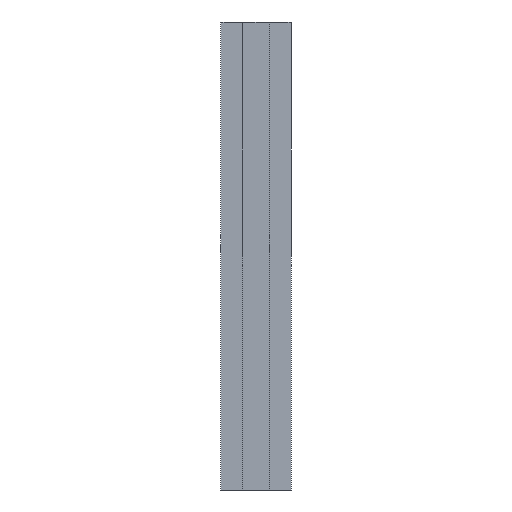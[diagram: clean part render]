
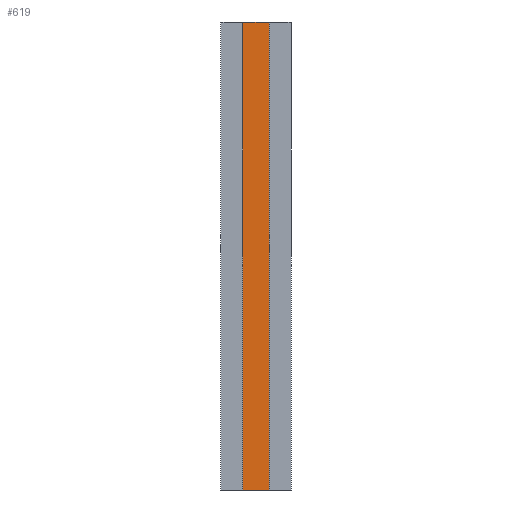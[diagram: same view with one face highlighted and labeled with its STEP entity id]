
A CAD part, front view. The second image highlights one B-rep face of the part: STEP entity #619.
In plain terms, the highlighted planar face has unit normal (0, -1, 0).
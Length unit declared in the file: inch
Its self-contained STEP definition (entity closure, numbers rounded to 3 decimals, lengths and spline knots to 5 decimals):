
#28 = CARTESIAN_POINT ( 'NONE',  ( -0.21, -0.5, 0.3125 ) ) ;
#36 = LINE ( 'NONE', #568, #673 ) ;
#73 = DIRECTION ( 'NONE',  ( 0., 0., -1. ) ) ;
#78 = ORIENTED_EDGE ( 'NONE', *, *, #963, .F. ) ;
#94 = LINE ( 'NONE', #954, #242 ) ;
#118 = PLANE ( 'NONE',  #840 ) ;
#192 = DIRECTION ( 'NONE',  ( 0., 0., -1. ) ) ;
#204 = DIRECTION ( 'NONE',  ( 0., -1., 0. ) ) ;
#242 = VECTOR ( 'NONE', #547, 39.37008 ) ;
#292 = LINE ( 'NONE', #759, #302 ) ;
#297 = VERTEX_POINT ( 'NONE', #315 ) ;
#302 = VECTOR ( 'NONE', #73, 39.37008 ) ;
#305 = VERTEX_POINT ( 'NONE', #28 ) ;
#315 = CARTESIAN_POINT ( 'NONE',  ( 0.21, -0.5, -7.1875 ) ) ;
#360 = DIRECTION ( 'NONE',  ( 1., 0., 0. ) ) ;
#372 = ORIENTED_EDGE ( 'NONE', *, *, #766, .T. ) ;
#393 = VERTEX_POINT ( 'NONE', #498 ) ;
#441 = LINE ( 'NONE', #983, #552 ) ;
#485 = EDGE_CURVE ( 'NONE', #305, #393, #94, .T. ) ;
#498 = CARTESIAN_POINT ( 'NONE',  ( 0.21, -0.5, 0.3125 ) ) ;
#509 = VERTEX_POINT ( 'NONE', #791 ) ;
#537 = ORIENTED_EDGE ( 'NONE', *, *, #485, .F. ) ;
#547 = DIRECTION ( 'NONE',  ( 1., 0., 0. ) ) ;
#552 = VECTOR ( 'NONE', #360, 39.37008 ) ;
#568 = CARTESIAN_POINT ( 'NONE',  ( 0.21, -0.5, 0.3125 ) ) ;
#578 = FACE_OUTER_BOUND ( 'NONE', #784, .T. ) ;
#592 = CARTESIAN_POINT ( 'NONE',  ( -0.5625, -0.5, -7.1875 ) ) ;
#598 = ORIENTED_EDGE ( 'NONE', *, *, #700, .T. ) ;
#619 = ADVANCED_FACE ( 'NONE', ( #578 ), #118, .T. ) ;
#673 = VECTOR ( 'NONE', #817, 39.37008 ) ;
#700 = EDGE_CURVE ( 'NONE', #509, #297, #441, .T. ) ;
#759 = CARTESIAN_POINT ( 'NONE',  ( -0.21, -0.5, 0.3125 ) ) ;
#766 = EDGE_CURVE ( 'NONE', #305, #509, #292, .T. ) ;
#784 = EDGE_LOOP ( 'NONE', ( #372, #598, #78, #537 ) ) ;
#791 = CARTESIAN_POINT ( 'NONE',  ( -0.21, -0.5, -7.1875 ) ) ;
#817 = DIRECTION ( 'NONE',  ( 0., 0., -1. ) ) ;
#840 = AXIS2_PLACEMENT_3D ( 'NONE', #592, #204, #192 ) ;
#954 = CARTESIAN_POINT ( 'NONE',  ( -0.5625, -0.5, 0.3125 ) ) ;
#963 = EDGE_CURVE ( 'NONE', #393, #297, #36, .T. ) ;
#983 = CARTESIAN_POINT ( 'NONE',  ( -0.5625, -0.5, -7.1875 ) ) ;
